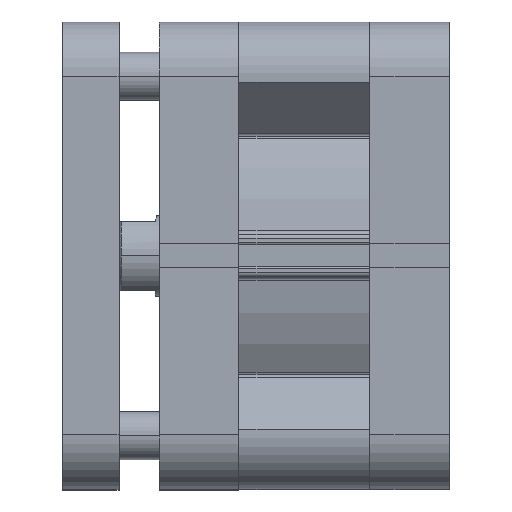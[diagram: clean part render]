
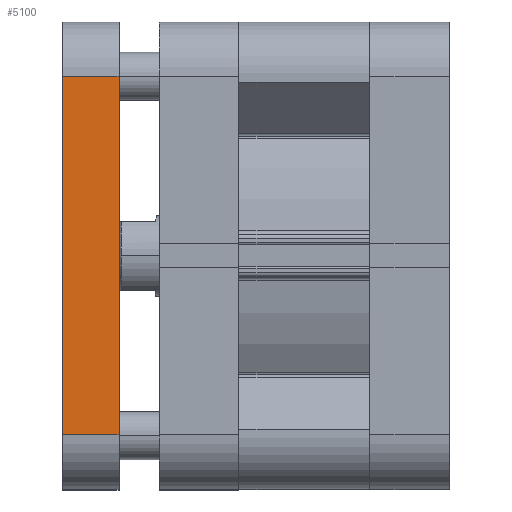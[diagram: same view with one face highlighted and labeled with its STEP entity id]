
A CAD part, top view. The second image highlights one B-rep face of the part: STEP entity #5100.
In plain terms, the highlighted face is planar.
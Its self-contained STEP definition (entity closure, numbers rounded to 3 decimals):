
#215 = ORIENTED_EDGE ( 'NONE', *, *, #7676, .T. ) ;
#486 = ORIENTED_EDGE ( 'NONE', *, *, #7700, .T. ) ;
#566 = ORIENTED_EDGE ( 'NONE', *, *, #7555, .T. ) ;
#744 = ORIENTED_EDGE ( 'NONE', *, *, #7433, .T. ) ;
#2352 = LINE ( 'NONE', #3665, #2372 ) ;
#2372 = VECTOR ( 'NONE', #3668, 1000. ) ;
#2570 = LINE ( 'NONE', #3958, #2571 ) ;
#2571 = VECTOR ( 'NONE', #3959, 1000. ) ;
#2759 = LINE ( 'NONE', #9549, #2760 ) ;
#2760 = VECTOR ( 'NONE', #9550, 1000. ) ;
#2788 = LINE ( 'NONE', #9603, #2799 ) ;
#2799 = VECTOR ( 'NONE', #9606, 1000. ) ;
#3665 = CARTESIAN_POINT ( 'NONE',  ( 14., 0., -58. ) ) ;
#3668 = DIRECTION ( 'NONE',  ( 0., -1., 0. ) ) ;
#3958 = CARTESIAN_POINT ( 'NONE',  ( -82.024, 44.5, -58. ) ) ;
#3959 = DIRECTION ( 'NONE',  ( 1., 0., 0. ) ) ;
#4139 = VERTEX_POINT ( 'NONE', #5827 ) ;
#4144 = VERTEX_POINT ( 'NONE', #5828 ) ;
#4147 = VERTEX_POINT ( 'NONE', #5823 ) ;
#4155 = VERTEX_POINT ( 'NONE', #5747 ) ;
#4775 = EDGE_LOOP ( 'NONE', ( #744, #486, #215, #566 ) ) ;
#5100 = ADVANCED_FACE ( 'NONE', ( #8965 ), #6066, .F. ) ;
#5747 = CARTESIAN_POINT ( 'NONE',  ( 0., -44.5, -58. ) ) ;
#5823 = CARTESIAN_POINT ( 'NONE',  ( 14., 44.5, -58. ) ) ;
#5827 = CARTESIAN_POINT ( 'NONE',  ( 0., 44.5, -58. ) ) ;
#5828 = CARTESIAN_POINT ( 'NONE',  ( 14., -44.5, -58. ) ) ;
#6066 = PLANE ( 'NONE',  #8178 ) ;
#6069 = CARTESIAN_POINT ( 'NONE',  ( -82.024, 0., -58. ) ) ;
#6075 = DIRECTION ( 'NONE',  ( 0., 0., 1. ) ) ;
#6076 = DIRECTION ( 'NONE',  ( 1., 0., 0. ) ) ;
#7433 = EDGE_CURVE ( 'NONE', #4147, #4144, #2352, .T. ) ;
#7555 = EDGE_CURVE ( 'NONE', #4139, #4147, #2570, .T. ) ;
#7676 = EDGE_CURVE ( 'NONE', #4155, #4139, #2759, .T. ) ;
#7700 = EDGE_CURVE ( 'NONE', #4144, #4155, #2788, .T. ) ;
#8178 = AXIS2_PLACEMENT_3D ( 'NONE', #6069, #6075, #6076 ) ;
#8965 = FACE_OUTER_BOUND ( 'NONE', #4775, .T. ) ;
#9549 = CARTESIAN_POINT ( 'NONE',  ( 0., 0., -58. ) ) ;
#9550 = DIRECTION ( 'NONE',  ( 0., 1., 0. ) ) ;
#9603 = CARTESIAN_POINT ( 'NONE',  ( 0., -44.5, -58. ) ) ;
#9606 = DIRECTION ( 'NONE',  ( -1., 0., 0. ) ) ;
